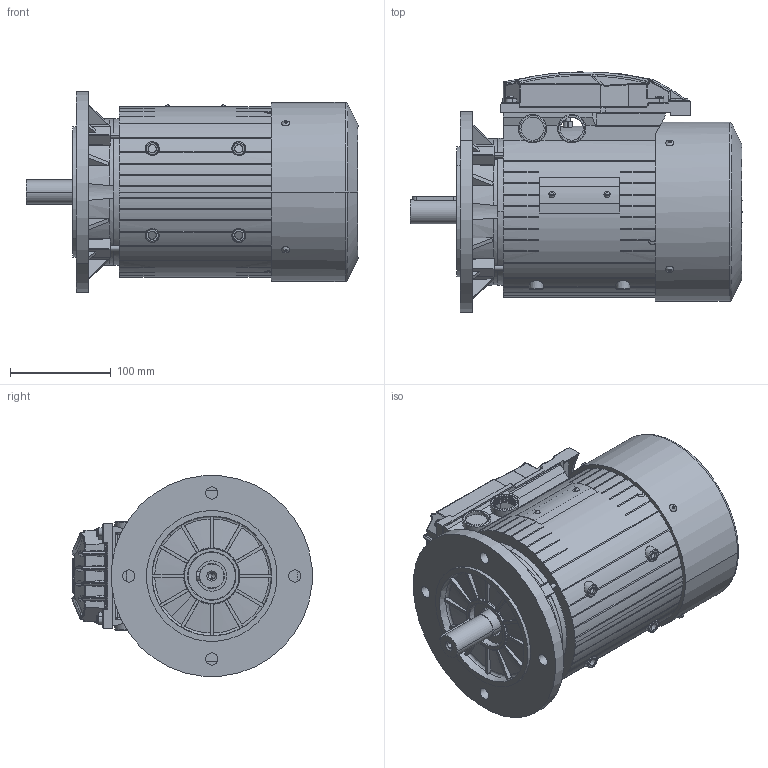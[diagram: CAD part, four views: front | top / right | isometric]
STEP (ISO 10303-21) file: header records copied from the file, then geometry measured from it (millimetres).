
FILE_DESCRIPTION (( 'STEP AP214' ), '1' );
FILE_NAME ('18PU.STEP', '2024-04-23T21:50:26', ( '' ), ( '' ), 'SwSTEP 2.0', 'SolidWorks 2021', '' );
FILE_SCHEMA (( 'AUTOMOTIVE_DESIGN' ));
Length unit declared in the file: inch
Products named in the file (1): 18PU
Bounding box: 330 x 238.56 x 199.24 mm (x, y, z)
Volume: 5833483.8 mm3; surface area: 487110.7 mm2
Topology: 13 solids, 17 shells, 3585 faces, 9644 edges, 6239 vertices
Faces by surface type: plane 1529, cylinder 1052, bspline 783, cone 215, torus 6
Entity records: 162982 total; most frequent: CARTESIAN_POINT 79188, ORIENTED_EDGE 19164, DIRECTION 14952, EDGE_CURVE 9582, VERTEX_POINT 6239, AXIS2_PLACEMENT_3D 5100, LINE 4752, VECTOR 4752
